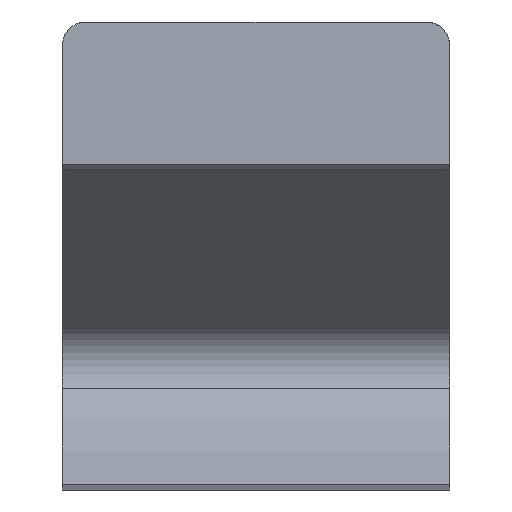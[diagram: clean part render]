
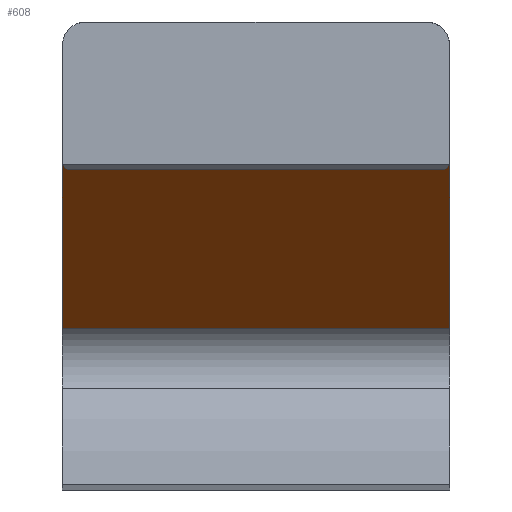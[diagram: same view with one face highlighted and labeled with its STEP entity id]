
A CAD part, front view. The second image highlights one B-rep face of the part: STEP entity #608.
In plain terms, the highlighted planar face has unit normal (0, -0.636, -0.772).
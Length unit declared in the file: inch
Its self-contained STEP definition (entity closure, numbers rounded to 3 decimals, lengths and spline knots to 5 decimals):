
#46 = VERTEX_POINT ( 'NONE', #1144 ) ;
#57 = VERTEX_POINT ( 'NONE', #1241 ) ;
#68 = EDGE_CURVE ( 'NONE', #1151, #870, #670, .T. ) ;
#101 = CARTESIAN_POINT ( 'NONE',  ( -0.40339, 0.27559, -0.31496 ) ) ;
#103 = EDGE_LOOP ( 'NONE', ( #197, #385, #660, #1101, #221, #951 ) ) ;
#181 = CARTESIAN_POINT ( 'NONE',  ( 0.41339, 0.26345, -0.30496 ) ) ;
#197 = ORIENTED_EDGE ( 'NONE', *, *, #233, .T. ) ;
#221 = ORIENTED_EDGE ( 'NONE', *, *, #68, .T. ) ;
#233 = EDGE_CURVE ( 'NONE', #646, #57, #1170, .T. ) ;
#234 = CARTESIAN_POINT ( 'NONE',  ( -0.41339, 0.26345, -0.30496 ) ) ;
#251 = VECTOR ( 'NONE', #1084, 39.37008 ) ;
#252 = EDGE_CURVE ( 'NONE', #758, #46, #394, .T. ) ;
#264 = LINE ( 'NONE', #958, #1057 ) ;
#274 = VECTOR ( 'NONE', #1143, 39.37008 ) ;
#334 = DIRECTION ( 'NONE',  ( 0., 0.636, 0.772 ) ) ;
#335 = LINE ( 'NONE', #1174, #251 ) ;
#368 = EDGE_CURVE ( 'NONE', #57, #46, #335, .T. ) ;
#385 = ORIENTED_EDGE ( 'NONE', *, *, #368, .T. ) ;
#394 = LINE ( 'NONE', #496, #1217 ) ;
#455 = CARTESIAN_POINT ( 'NONE',  ( 2.0478, 0.27559, -0.31496 ) ) ;
#487 = CARTESIAN_POINT ( 'NONE',  ( -0.41339, 0.27559, -0.31496 ) ) ;
#496 = CARTESIAN_POINT ( 'NONE',  ( 0.41339, 0.27559, -0.31496 ) ) ;
#608 = ADVANCED_FACE ( 'NONE', ( #927 ), #908, .F. ) ;
#622 = DIRECTION ( 'NONE',  ( 0., -0.772, 0.636 ) ) ;
#640 = CARTESIAN_POINT ( 'NONE',  ( 0.30234, 1.13219, -1.02069 ) ) ;
#646 = VERTEX_POINT ( 'NONE', #234 ) ;
#650 = CARTESIAN_POINT ( 'NONE',  ( 0.40339, 0.27559, -0.31496 ) ) ;
#660 = ORIENTED_EDGE ( 'NONE', *, *, #252, .F. ) ;
#670 = LINE ( 'NONE', #1116, #1080 ) ;
#710 = AXIS2_PLACEMENT_3D ( 'NONE', #455, #334, #622 ) ;
#725 = EDGE_CURVE ( 'NONE', #870, #646, #1032, .T. ) ;
#748 = DIRECTION ( 'NONE',  ( -1., 0., 0. ) ) ;
#758 = VERTEX_POINT ( 'NONE', #181 ) ;
#786 = EDGE_CURVE ( 'NONE', #758, #1151, #264, .T. ) ;
#870 = VERTEX_POINT ( 'NONE', #101 ) ;
#880 = DIRECTION ( 'NONE',  ( 0., 0.772, -0.636 ) ) ;
#908 = PLANE ( 'NONE',  #710 ) ;
#927 = FACE_OUTER_BOUND ( 'NONE', #103, .T. ) ;
#951 = ORIENTED_EDGE ( 'NONE', *, *, #725, .T. ) ;
#958 = CARTESIAN_POINT ( 'NONE',  ( 0.87683, -0.29908, 0.15849 ) ) ;
#983 = DIRECTION ( 'NONE',  ( 0., 0.772, -0.636 ) ) ;
#1032 = LINE ( 'NONE', #640, #274 ) ;
#1057 = VECTOR ( 'NONE', #1152, 39.37008 ) ;
#1080 = VECTOR ( 'NONE', #748, 39.37008 ) ;
#1084 = DIRECTION ( 'NONE',  ( 1., 0., 0. ) ) ;
#1101 = ORIENTED_EDGE ( 'NONE', *, *, #786, .T. ) ;
#1116 = CARTESIAN_POINT ( 'NONE',  ( -0.41339, 0.27559, -0.31496 ) ) ;
#1143 = DIRECTION ( 'NONE',  ( -0.537, -0.651, 0.537 ) ) ;
#1144 = CARTESIAN_POINT ( 'NONE',  ( 0.41339, 0.68828, -0.65496 ) ) ;
#1151 = VERTEX_POINT ( 'NONE', #650 ) ;
#1152 = DIRECTION ( 'NONE',  ( -0.537, 0.651, -0.537 ) ) ;
#1170 = LINE ( 'NONE', #487, #1173 ) ;
#1173 = VECTOR ( 'NONE', #880, 39.37008 ) ;
#1174 = CARTESIAN_POINT ( 'NONE',  ( 0.41339, 0.68828, -0.65496 ) ) ;
#1217 = VECTOR ( 'NONE', #983, 39.37008 ) ;
#1241 = CARTESIAN_POINT ( 'NONE',  ( -0.41339, 0.68828, -0.65496 ) ) ;
